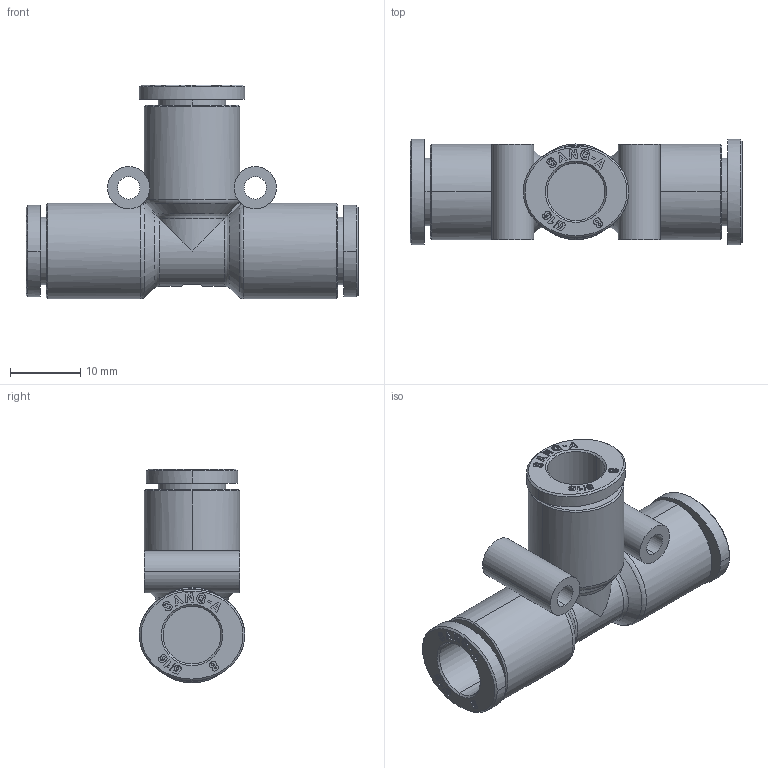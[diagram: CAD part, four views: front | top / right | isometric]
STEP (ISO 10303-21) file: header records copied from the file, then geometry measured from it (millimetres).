
FILE_DESCRIPTION((''),'2;1');
FILE_NAME('GPUT 08(3D).stp','2012-12-27T14:48:12',(''),(''),'Mechanical Desktop.R8.0.24.0','Mechanical Desktop.R8.0.24.0',', , ');
FILE_SCHEMA(('CONFIG_CONTROL_DESIGN'));
Length unit declared in the file: millimetre
Products named in the file (2): GPUT 08(3D); ºÎÇ°2
Assembly tree (1 placements, depth 2):
  GPUT 08(3D)
    ºÎÇ°2
Bounding box: 47.2 x 15 x 30.4 mm (x, y, z)
Volume: 6272.5 mm3; surface area: 5617.1 mm2
Topology: 1 solids, 1 shells, 1202 faces, 3408 edges, 2265 vertices
Faces by surface type: plane 1022, bspline 93, cylinder 57, cone 24, torus 6
Entity records: 40999 total; most frequent: CARTESIAN_POINT 9811, ORIENTED_EDGE 6816, DIRECTION 5894, EDGE_CURVE 3408, VECTOR 3018, LINE 3018, VERTEX_POINT 2265, AXIS2_PLACEMENT_3D 1438
